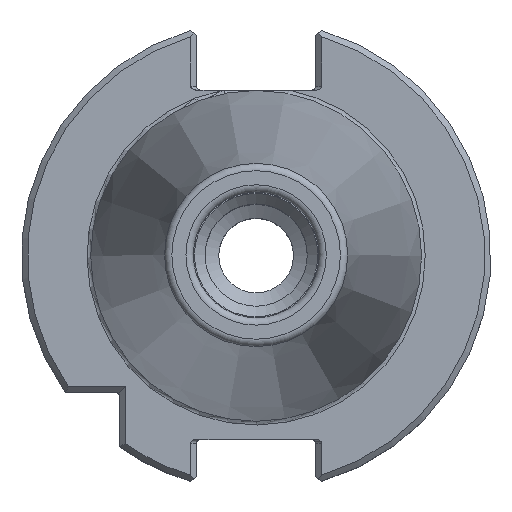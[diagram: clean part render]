
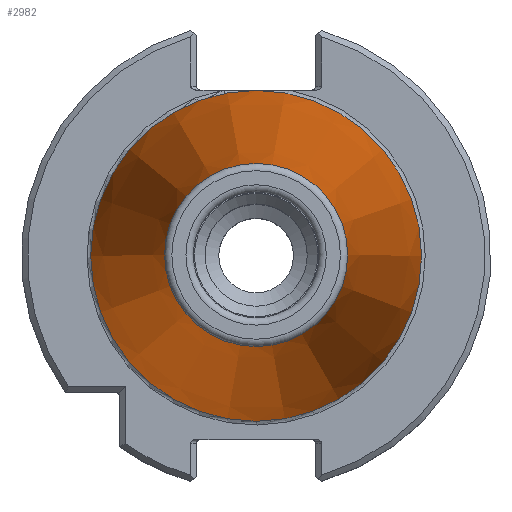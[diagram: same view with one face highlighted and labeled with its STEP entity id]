
A CAD part, top view. The second image highlights one B-rep face of the part: STEP entity #2982.
In plain terms, the highlighted conical face has half-angle 8.297 degrees and reference radius 22.395 mm.
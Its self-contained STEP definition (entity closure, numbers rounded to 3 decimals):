
#397=CONICAL_SURFACE('',#3168,22.395,0.145);
#525=ORIENTED_EDGE('',*,*,#1032,.F.);
#526=ORIENTED_EDGE('',*,*,#1062,.T.);
#1032=EDGE_CURVE('',#1328,#1328,#1533,.T.);
#1062=EDGE_CURVE('',#1350,#1350,#1543,.T.);
#1328=VERTEX_POINT('',#4040);
#1350=VERTEX_POINT('',#4183);
#1533=CIRCLE('',#3148,12.397);
#1543=CIRCLE('',#3169,22.395);
#1673=EDGE_LOOP('',(#525));
#1674=EDGE_LOOP('',(#526));
#1860=FACE_BOUND('',#1673,.T.);
#1861=FACE_BOUND('',#1674,.T.);
#2982=ADVANCED_FACE('',(#1860,#1861),#397,.T.);
#3148=AXIS2_PLACEMENT_3D('',#4039,#3472,#3473);
#3168=AXIS2_PLACEMENT_3D('',#4181,#3512,#3513);
#3169=AXIS2_PLACEMENT_3D('',#4182,#3514,#3515);
#3472=DIRECTION('',(0.,0.,1.));
#3473=DIRECTION('',(1.,0.,0.));
#3512=DIRECTION('',(0.,0.,-1.));
#3513=DIRECTION('',(-1.,0.,0.));
#3514=DIRECTION('',(0.,0.,1.));
#3515=DIRECTION('',(1.,0.,0.));
#4039=CARTESIAN_POINT('',(0.,0.,67.394));
#4040=CARTESIAN_POINT('',(12.397,0.,67.394));
#4181=CARTESIAN_POINT('',(0.,0.,-1.163));
#4182=CARTESIAN_POINT('',(0.,0.,-1.163));
#4183=CARTESIAN_POINT('',(22.395,0.,-1.163));
